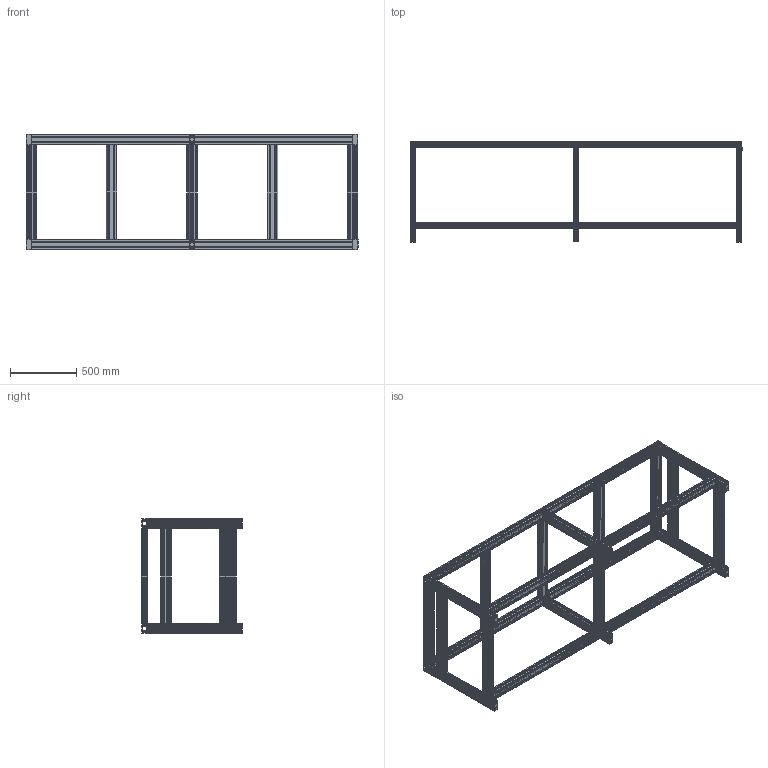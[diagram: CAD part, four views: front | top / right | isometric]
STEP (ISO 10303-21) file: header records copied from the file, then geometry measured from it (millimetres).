
FILE_DESCRIPTION (( 'STEP AP214' ), '1' );
FILE_NAME ('应力测试_整体示意图.STEP', '2024-07-18T02:58:53', ( '' ), ( '' ), 'SwSTEP 2.0', 'SolidWorks 2018', '' );
FILE_SCHEMA (( 'AUTOMOTIVE_DESIGN' ));
Length unit declared in the file: millimetre
Products named in the file (6): ﾓｦﾁｦｲ簗ﾔ_ﾕ銧衞ｾﾒ簣ｼ_ｨｬ_ｨｺ_ｨｰaｨｪ__｡ｧ__｡ｧo_｡ｧ｡綢｡ｧa_; 褐菜米_|足_; ﾁ羮1^ﾕ銧衞ｾﾒ簣ｼ_ｨｺ_ｨｰaｨｪ__｡ｧo_｡ｧ｡綢｡ｧa_; 710横纵向支撑ò_§3_¨°__ì3_; 2500臏倰第4080080080; 1194.18筵話_邦_“1
Assembly tree (26 placements, depth 2):
  ﾓｦﾁｦｲ簗ﾔ_ﾕ銧衞ｾﾒ簣ｼ_ｨｬ_ｨｺ_ｨｰaｨｪ__｡ｧ__｡ｧo_｡ｧ｡綢｡ｧa_
    2500臏倰第4080080080  x2
    710横纵向支撑ò_§3_¨°__ì3_  x16
    褐菜米_|足_  x4
    1194.18筵話_邦_“1  x4
  ﾁ羮1^ﾕ銧衞ｾﾒ簣ｼ_ｨｺ_ｨｰaｨｪ__｡ｧo_｡ｧ｡綢｡ｧa_
Bounding box: 2500 x 755 x 870 mm (x, y, z)
Volume: 35021045 mm3; surface area: 12725567.7 mm2
Topology: 26 solids, 26 shells, 2790 faces, 8214 edges, 5476 vertices
Faces by surface type: cylinder 1446, plane 1344
Entity records: 13344 total; most frequent: DIRECTION 2357, CARTESIAN_POINT 2299, ORIENTED_EDGE 2262, EDGE_CURVE 1131, AXIS2_PLACEMENT_3D 812, VERTEX_POINT 754, LINE 733, VECTOR 733
